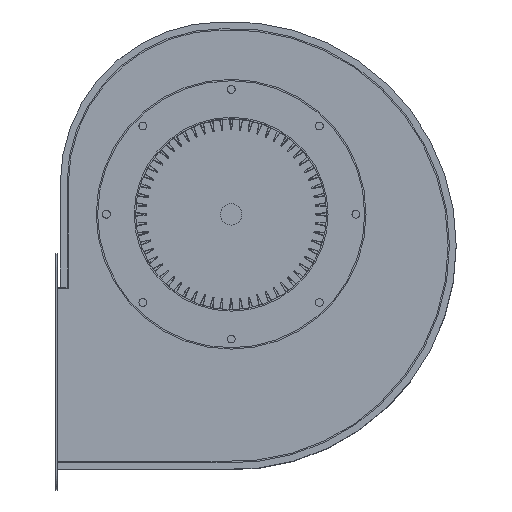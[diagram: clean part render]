
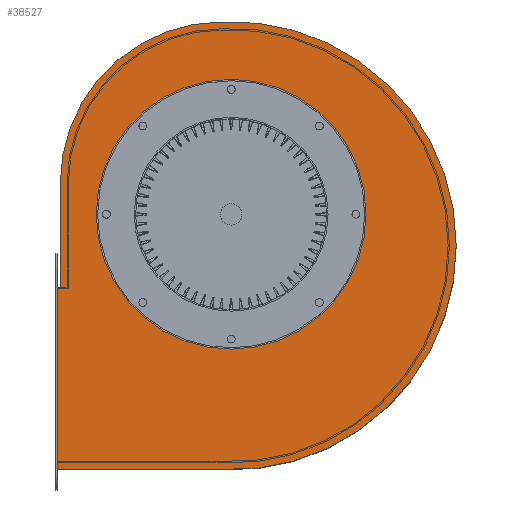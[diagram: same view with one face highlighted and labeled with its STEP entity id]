
A CAD part, top view. The second image highlights one B-rep face of the part: STEP entity #38527.
In plain terms, the highlighted planar face has unit normal (0, 0, 1).
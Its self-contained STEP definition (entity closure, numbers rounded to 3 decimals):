
#196 = LINE ( 'NONE', #47063, #31778 ) ;
#462 = CIRCLE ( 'NONE', #22453, 143.75 ) ;
#1335 = DIRECTION ( 'NONE',  ( 1., 0., 0. ) ) ;
#2392 = DIRECTION ( 'NONE',  ( 0., 0., 1. ) ) ;
#3271 = EDGE_CURVE ( 'NONE', #22682, #20757, #8185, .T. ) ;
#3922 = CARTESIAN_POINT ( 'NONE',  ( 0., -64.8, 80. ) ) ;
#4671 = VERTEX_POINT ( 'NONE', #20994 ) ;
#5192 = AXIS2_PLACEMENT_3D ( 'NONE', #51900, #11467, #39637 ) ;
#7082 = CARTESIAN_POINT ( 'NONE',  ( -8.25, 171., 80. ) ) ;
#7840 = FACE_OUTER_BOUND ( 'NONE', #24757, .T. ) ;
#8036 = AXIS2_PLACEMENT_3D ( 'NONE', #49980, #41417, #33486 ) ;
#8185 = CIRCLE ( 'NONE', #5192, 199.215 ) ;
#8447 = AXIS2_PLACEMENT_3D ( 'NONE', #38431, #30703, #18897 ) ;
#9154 = EDGE_CURVE ( 'NONE', #43711, #22682, #462, .T. ) ;
#10455 = CARTESIAN_POINT ( 'NONE',  ( -152., 27.25, 80. ) ) ;
#10468 = CARTESIAN_POINT ( 'NONE',  ( -120., 0., 80. ) ) ;
#11467 = DIRECTION ( 'NONE',  ( 0., 0., -1. ) ) ;
#11684 = DIRECTION ( 'NONE',  ( -1., 0., 0. ) ) ;
#11814 = CARTESIAN_POINT ( 'NONE',  ( 200.215, -28., 80. ) ) ;
#11940 = AXIS2_PLACEMENT_3D ( 'NONE', #13166, #45927, #1335 ) ;
#13166 = CARTESIAN_POINT ( 'NONE',  ( 1., -28., 80. ) ) ;
#13396 = EDGE_CURVE ( 'NONE', #41999, #47034, #20499, .T. ) ;
#13580 = CARTESIAN_POINT ( 'NONE',  ( -8.25, 27.25, 80. ) ) ;
#13751 = DIRECTION ( 'NONE',  ( 1., 0., 0. ) ) ;
#15597 = VERTEX_POINT ( 'NONE', #48938 ) ;
#16151 = CARTESIAN_POINT ( 'NONE',  ( -154.8, -227., 80. ) ) ;
#17606 = DIRECTION ( 'NONE',  ( 0., 0., -1. ) ) ;
#18438 = ORIENTED_EDGE ( 'NONE', *, *, #13396, .F. ) ;
#18598 = CIRCLE ( 'NONE', #43267, 120. ) ;
#18897 = DIRECTION ( 'NONE',  ( 1., 0., 0. ) ) ;
#19154 = CARTESIAN_POINT ( 'NONE',  ( -152., 0., 80. ) ) ;
#20137 = CIRCLE ( 'NONE', #11940, 199.215 ) ;
#20499 = CIRCLE ( 'NONE', #8036, 120. ) ;
#20757 = VERTEX_POINT ( 'NONE', #11814 ) ;
#20994 = CARTESIAN_POINT ( 'NONE',  ( -154.8, -64.8, 80. ) ) ;
#22453 = AXIS2_PLACEMENT_3D ( 'NONE', #13580, #17606, #13751 ) ;
#22489 = VECTOR ( 'NONE', #40326, 1000. ) ;
#22682 = VERTEX_POINT ( 'NONE', #7082 ) ;
#22838 = EDGE_LOOP ( 'NONE', ( #18438, #33110 ) ) ;
#23971 = EDGE_CURVE ( 'NONE', #20757, #15597, #20137, .T. ) ;
#24153 = ORIENTED_EDGE ( 'NONE', *, *, #51279, .T. ) ;
#24757 = EDGE_LOOP ( 'NONE', ( #24153, #31089, #38985, #25850, #42997, #35267, #39567 ) ) ;
#25850 = ORIENTED_EDGE ( 'NONE', *, *, #23971, .F. ) ;
#26287 = VECTOR ( 'NONE', #31132, 1000. ) ;
#28421 = VECTOR ( 'NONE', #11684, 1000. ) ;
#28652 = EDGE_CURVE ( 'NONE', #43711, #41498, #39496, .T. ) ;
#30367 = PLANE ( 'NONE',  #8447 ) ;
#30490 = EDGE_CURVE ( 'NONE', #47034, #41999, #18598, .T. ) ;
#30703 = DIRECTION ( 'NONE',  ( 0., 0., 1. ) ) ;
#31089 = ORIENTED_EDGE ( 'NONE', *, *, #39061, .T. ) ;
#31132 = DIRECTION ( 'NONE',  ( 0., -1., 0. ) ) ;
#31173 = FACE_BOUND ( 'NONE', #22838, .T. ) ;
#31778 = VECTOR ( 'NONE', #47233, 1000. ) ;
#32921 = CARTESIAN_POINT ( 'NONE',  ( 0., -227., 80. ) ) ;
#33110 = ORIENTED_EDGE ( 'NONE', *, *, #30490, .F. ) ;
#33171 = LINE ( 'NONE', #32921, #22489 ) ;
#33486 = DIRECTION ( 'NONE',  ( 1., 0., 0. ) ) ;
#35267 = ORIENTED_EDGE ( 'NONE', *, *, #9154, .F. ) ;
#37326 = EDGE_CURVE ( 'NONE', #15597, #50739, #33171, .T. ) ;
#38431 = CARTESIAN_POINT ( 'NONE',  ( 0., 0., 80. ) ) ;
#38527 = ADVANCED_FACE ( 'NONE', ( #7840, #31173 ), #30367, .T. ) ;
#38664 = DIRECTION ( 'NONE',  ( 1., 0., 0. ) ) ;
#38985 = ORIENTED_EDGE ( 'NONE', *, *, #37326, .F. ) ;
#39061 = EDGE_CURVE ( 'NONE', #4671, #50739, #196, .T. ) ;
#39496 = LINE ( 'NONE', #19154, #26287 ) ;
#39567 = ORIENTED_EDGE ( 'NONE', *, *, #28652, .T. ) ;
#39637 = DIRECTION ( 'NONE',  ( 1., 0., 0. ) ) ;
#40326 = DIRECTION ( 'NONE',  ( -1., 0., 0. ) ) ;
#41005 = CARTESIAN_POINT ( 'NONE',  ( 120., 0., 80. ) ) ;
#41417 = DIRECTION ( 'NONE',  ( 0., 0., 1. ) ) ;
#41498 = VERTEX_POINT ( 'NONE', #42278 ) ;
#41999 = VERTEX_POINT ( 'NONE', #10468 ) ;
#42278 = CARTESIAN_POINT ( 'NONE',  ( -152., -64.8, 80. ) ) ;
#42997 = ORIENTED_EDGE ( 'NONE', *, *, #3271, .F. ) ;
#43267 = AXIS2_PLACEMENT_3D ( 'NONE', #47002, #2392, #38664 ) ;
#43711 = VERTEX_POINT ( 'NONE', #10455 ) ;
#45927 = DIRECTION ( 'NONE',  ( 0., 0., -1. ) ) ;
#47002 = CARTESIAN_POINT ( 'NONE',  ( 0., 0., 80. ) ) ;
#47034 = VERTEX_POINT ( 'NONE', #41005 ) ;
#47063 = CARTESIAN_POINT ( 'NONE',  ( -154.8, 0., 80. ) ) ;
#47233 = DIRECTION ( 'NONE',  ( 0., -1., 0. ) ) ;
#48938 = CARTESIAN_POINT ( 'NONE',  ( -8.25, -227., 80. ) ) ;
#49980 = CARTESIAN_POINT ( 'NONE',  ( 0., 0., 80. ) ) ;
#50739 = VERTEX_POINT ( 'NONE', #16151 ) ;
#51198 = LINE ( 'NONE', #3922, #28421 ) ;
#51279 = EDGE_CURVE ( 'NONE', #41498, #4671, #51198, .T. ) ;
#51900 = CARTESIAN_POINT ( 'NONE',  ( 1., -28., 80. ) ) ;
